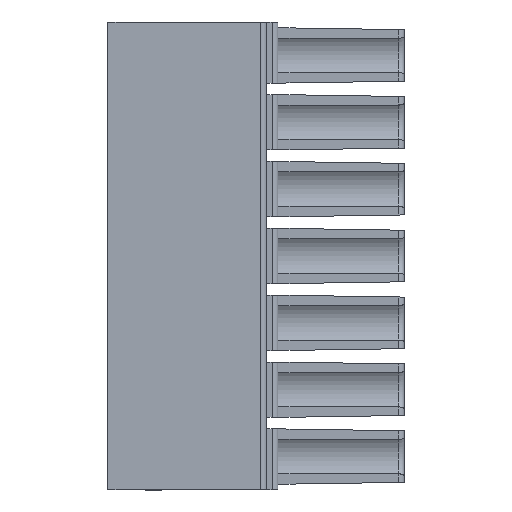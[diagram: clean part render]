
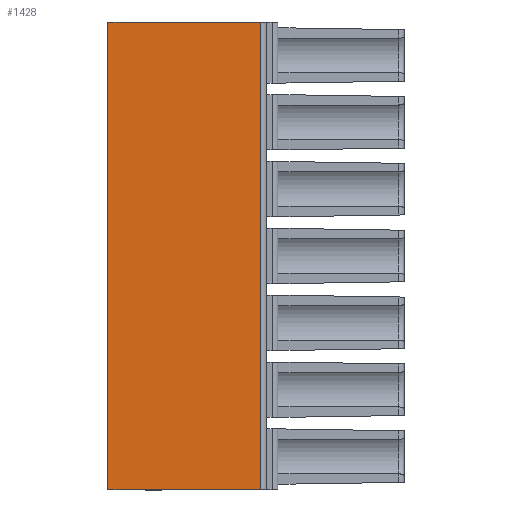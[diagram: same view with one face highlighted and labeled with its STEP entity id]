
A CAD part, front view. The second image highlights one B-rep face of the part: STEP entity #1428.
In plain terms, the highlighted planar face has unit normal (0, -1, 0).
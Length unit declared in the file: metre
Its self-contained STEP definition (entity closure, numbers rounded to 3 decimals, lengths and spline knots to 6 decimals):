
#1428=ADVANCED_FACE('',(#3033),#3034,.T.);
#3033=FACE_OUTER_BOUND('',#4756,.T.);
#3034=PLANE('',#4757);
#4756=EDGE_LOOP('',(#9061,#9062,#9063,#9064));
#4757=AXIS2_PLACEMENT_3D('',#9065,#9066,#9067);
#9061=ORIENTED_EDGE('',*,*,#11688,.F.);
#9062=ORIENTED_EDGE('',*,*,#10925,.F.);
#9063=ORIENTED_EDGE('',*,*,#11686,.T.);
#9064=ORIENTED_EDGE('',*,*,#10596,.T.);
#9065=CARTESIAN_POINT('',(0.006473,0.00051,0.002633));
#9066=DIRECTION('',(0.,-1.0,0.));
#9067=DIRECTION('',(0.,0.,1.0));
#10596=EDGE_CURVE('',#12818,#12816,#12819,.T.);
#10925=EDGE_CURVE('',#13315,#13317,#13318,.T.);
#11686=EDGE_CURVE('',#13315,#12818,#14447,.T.);
#11688=EDGE_CURVE('',#13317,#12816,#14449,.T.);
#12816=VERTEX_POINT('',#16069);
#12818=VERTEX_POINT('',#16071);
#12819=LINE('',#16072,#16073);
#13315=VERTEX_POINT('',#16788);
#13317=VERTEX_POINT('',#16791);
#13318=LINE('',#16792,#16793);
#14447=LINE('',#18493,#18494);
#14449=LINE('',#18496,#18497);
#16069=CARTESIAN_POINT('',(0.006473,0.00051,-0.007867));
#16071=CARTESIAN_POINT('',(-0.001527,0.00051,-0.007867));
#16072=CARTESIAN_POINT('',(0.013673,0.00051,-0.007867));
#16073=VECTOR('',#19477,1.0);
#16788=CARTESIAN_POINT('',(-0.001527,0.00051,0.016633));
#16791=CARTESIAN_POINT('',(0.006473,0.00051,0.016633));
#16792=CARTESIAN_POINT('',(0.013673,0.00051,0.016633));
#16793=VECTOR('',#19793,1.0);
#18493=CARTESIAN_POINT('',(-0.001527,0.00051,0.002633));
#18494=VECTOR('',#20580,1.0);
#18496=CARTESIAN_POINT('',(0.006473,0.00051,0.002633));
#18497=VECTOR('',#20581,1.0);
#19477=DIRECTION('',(1.0,0.,0.));
#19793=DIRECTION('',(1.0,0.,0.));
#20580=DIRECTION('',(0.,0.,-1.0));
#20581=DIRECTION('',(0.,0.,-1.0));
